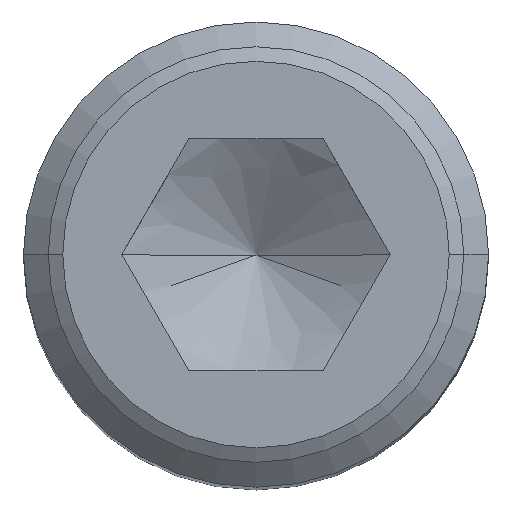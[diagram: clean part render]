
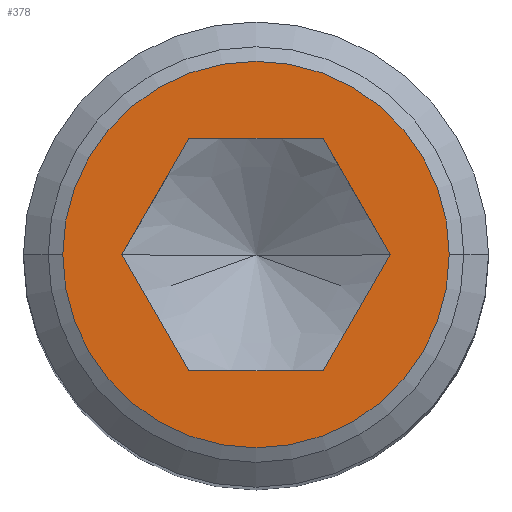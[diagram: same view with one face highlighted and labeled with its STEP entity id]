
A CAD part, top view. The second image highlights one B-rep face of the part: STEP entity #378.
In plain terms, the highlighted planar face has unit normal (0, 0, 1).
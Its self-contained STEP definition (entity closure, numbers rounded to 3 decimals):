
#378=ADVANCED_FACE('',(#744,#745),#746,.T.);
#744=FACE_BOUND('',#1104,.T.);
#745=FACE_OUTER_BOUND('',#1105,.T.);
#746=PLANE('',#1106);
#1104=EDGE_LOOP('',(#2037,#2038,#2039,#2040,#2041,#2042));
#1105=EDGE_LOOP('',(#2043,#2044));
#1106=AXIS2_PLACEMENT_3D('',#2045,#2046,#2047);
#2037=ORIENTED_EDGE('',*,*,#2390,.T.);
#2038=ORIENTED_EDGE('',*,*,#2401,.T.);
#2039=ORIENTED_EDGE('',*,*,#2397,.T.);
#2040=ORIENTED_EDGE('',*,*,#2393,.T.);
#2041=ORIENTED_EDGE('',*,*,#2383,.T.);
#2042=ORIENTED_EDGE('',*,*,#2387,.T.);
#2043=ORIENTED_EDGE('',*,*,#2380,.T.);
#2044=ORIENTED_EDGE('',*,*,#2403,.T.);
#2045=CARTESIAN_POINT('',(-2.855,0.,0.));
#2046=DIRECTION('',(0.0,0.0,1.0));
#2047=DIRECTION('',(-1.0,0.,0.0));
#2380=EDGE_CURVE('',#2859,#2861,#2863,.T.);
#2383=EDGE_CURVE('',#2867,#2865,#2868,.T.);
#2387=EDGE_CURVE('',#2865,#2871,#2873,.T.);
#2390=EDGE_CURVE('',#2871,#2875,#2877,.T.);
#2393=EDGE_CURVE('',#2881,#2867,#2882,.T.);
#2397=EDGE_CURVE('',#2887,#2881,#2888,.T.);
#2401=EDGE_CURVE('',#2875,#2887,#2892,.T.);
#2403=EDGE_CURVE('',#2861,#2859,#2894,.T.);
#2859=VERTEX_POINT('',#3539);
#2861=VERTEX_POINT('',#3542);
#2863=CIRCLE('',#3545,3.323);
#2865=VERTEX_POINT('',#3547);
#2867=VERTEX_POINT('',#3550);
#2868=LINE('',#3551,#3552);
#2871=VERTEX_POINT('',#3556);
#2873=LINE('',#3559,#3560);
#2875=VERTEX_POINT('',#3562);
#2877=LINE('',#3565,#3566);
#2881=VERTEX_POINT('',#3579);
#2882=LINE('',#3580,#3581);
#2887=VERTEX_POINT('',#3596);
#2888=LINE('',#3597,#3598);
#2892=LINE('',#3612,#3613);
#2894=CIRCLE('',#3615,3.323);
#3539=CARTESIAN_POINT('',(-3.323,0.,0.));
#3542=CARTESIAN_POINT('',(3.323,0.,0.));
#3545=AXIS2_PLACEMENT_3D('',#3952,#3953,#3954);
#3547=CARTESIAN_POINT('',(1.155,-2.0,0.));
#3550=CARTESIAN_POINT('',(2.309,0.0,0.));
#3551=CARTESIAN_POINT('',(1.443,-1.5,0.));
#3552=VECTOR('',#3956,1.0);
#3556=CARTESIAN_POINT('',(-1.155,-2.0,0.));
#3559=CARTESIAN_POINT('',(-0.577,-2.0,0.));
#3560=VECTOR('',#3959,1.0);
#3562=CARTESIAN_POINT('',(-2.309,0.0,0.));
#3565=CARTESIAN_POINT('',(-2.021,-0.5,0.));
#3566=VECTOR('',#3961,1.0);
#3579=CARTESIAN_POINT('',(1.155,2.0,0.));
#3580=CARTESIAN_POINT('',(2.021,0.5,0.));
#3581=VECTOR('',#3962,1.0);
#3596=CARTESIAN_POINT('',(-1.155,2.0,0.));
#3597=CARTESIAN_POINT('',(0.577,2.0,0.));
#3598=VECTOR('',#3964,1.0);
#3612=CARTESIAN_POINT('',(-1.443,1.5,0.));
#3613=VECTOR('',#3966,1.0);
#3615=AXIS2_PLACEMENT_3D('',#3967,#3968,#3969);
#3952=CARTESIAN_POINT('',(0.,0.,0.));
#3953=DIRECTION('',(0.0,0.0,1.0));
#3954=DIRECTION('',(-1.0,0.,0.0));
#3956=DIRECTION('',(-0.5,-0.866,0.));
#3959=DIRECTION('',(-1.0,0.0,0.0));
#3961=DIRECTION('',(-0.5,0.866,0.));
#3962=DIRECTION('',(0.5,-0.866,0.));
#3964=DIRECTION('',(1.0,0.0,0.0));
#3966=DIRECTION('',(0.5,0.866,0.));
#3967=CARTESIAN_POINT('',(0.,0.,0.));
#3968=DIRECTION('',(0.0,0.0,1.0));
#3969=DIRECTION('',(-1.0,0.,0.0));
